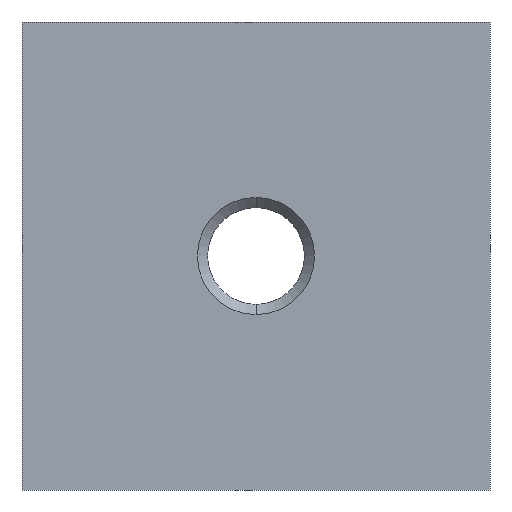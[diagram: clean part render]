
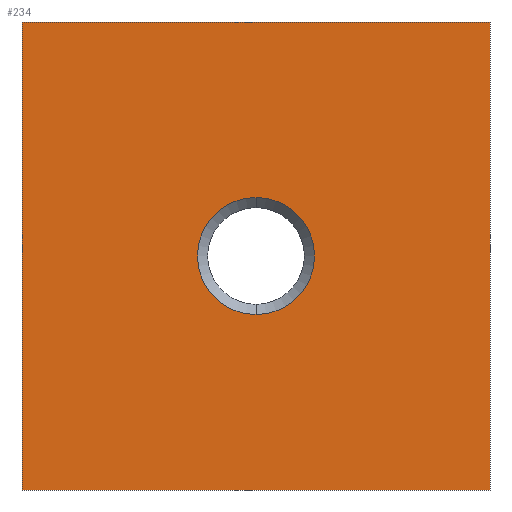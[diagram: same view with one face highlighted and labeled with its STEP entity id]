
A CAD part, front view. The second image highlights one B-rep face of the part: STEP entity #234.
In plain terms, the highlighted planar face has unit normal (0, -1, 0).
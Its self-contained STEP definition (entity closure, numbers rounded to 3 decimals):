
#17 = DIRECTION ( 'NONE',  ( 0., 1., 0. ) ) ;
#19 = ORIENTED_EDGE ( 'NONE', *, *, #313, .T. ) ;
#30 = CARTESIAN_POINT ( 'NONE',  ( -10., -4., -10. ) ) ;
#40 = LINE ( 'NONE', #345, #291 ) ;
#56 = EDGE_CURVE ( 'NONE', #332, #201, #112, .T. ) ;
#58 = CARTESIAN_POINT ( 'NONE',  ( 0., -4., 2.5 ) ) ;
#66 = DIRECTION ( 'NONE',  ( 0., 1., 0. ) ) ;
#67 = CARTESIAN_POINT ( 'NONE',  ( 10., -4., -10. ) ) ;
#69 = DIRECTION ( 'NONE',  ( -1., 0., 0. ) ) ;
#72 = EDGE_CURVE ( 'NONE', #201, #154, #40, .T. ) ;
#73 = VECTOR ( 'NONE', #115, 1000. ) ;
#80 = EDGE_LOOP ( 'NONE', ( #189, #19 ) ) ;
#90 = LINE ( 'NONE', #238, #208 ) ;
#99 = CARTESIAN_POINT ( 'NONE',  ( 0., -4., 0. ) ) ;
#104 = FACE_OUTER_BOUND ( 'NONE', #336, .T. ) ;
#112 = LINE ( 'NONE', #30, #73 ) ;
#115 = DIRECTION ( 'NONE',  ( 0., 0., 1. ) ) ;
#125 = ORIENTED_EDGE ( 'NONE', *, *, #72, .F. ) ;
#126 = CARTESIAN_POINT ( 'NONE',  ( -10., -4., -10. ) ) ;
#127 = AXIS2_PLACEMENT_3D ( 'NONE', #203, #66, #296 ) ;
#135 = ORIENTED_EDGE ( 'NONE', *, *, #56, .F. ) ;
#139 = DIRECTION ( 'NONE',  ( 0., 0., 1. ) ) ;
#150 = CARTESIAN_POINT ( 'NONE',  ( 10., -4., 10. ) ) ;
#154 = VERTEX_POINT ( 'NONE', #150 ) ;
#155 = EDGE_CURVE ( 'NONE', #154, #169, #237, .T. ) ;
#159 = DIRECTION ( 'NONE',  ( 0., 0., 1. ) ) ;
#162 = CARTESIAN_POINT ( 'NONE',  ( -10., -4., -10. ) ) ;
#164 = EDGE_CURVE ( 'NONE', #361, #325, #244, .T. ) ;
#169 = VERTEX_POINT ( 'NONE', #67 ) ;
#173 = CARTESIAN_POINT ( 'NONE',  ( 10., -4., 10. ) ) ;
#177 = AXIS2_PLACEMENT_3D ( 'NONE', #126, #17, #159 ) ;
#189 = ORIENTED_EDGE ( 'NONE', *, *, #164, .T. ) ;
#201 = VERTEX_POINT ( 'NONE', #263 ) ;
#203 = CARTESIAN_POINT ( 'NONE',  ( 0., -4., 0. ) ) ;
#206 = DIRECTION ( 'NONE',  ( 1., 0., 0. ) ) ;
#208 = VECTOR ( 'NONE', #69, 1000. ) ;
#213 = EDGE_CURVE ( 'NONE', #169, #332, #90, .T. ) ;
#222 = ORIENTED_EDGE ( 'NONE', *, *, #213, .F. ) ;
#229 = DIRECTION ( 'NONE',  ( 0., 1., 0. ) ) ;
#234 = ADVANCED_FACE ( 'PLANAR_1', ( #104, #299 ), #358, .F. ) ;
#237 = LINE ( 'NONE', #173, #264 ) ;
#238 = CARTESIAN_POINT ( 'NONE',  ( 10., -4., -10. ) ) ;
#244 = CIRCLE ( 'NONE', #127, 2.5 ) ;
#259 = ORIENTED_EDGE ( 'NONE', *, *, #155, .F. ) ;
#263 = CARTESIAN_POINT ( 'NONE',  ( -10., -4., 10. ) ) ;
#264 = VECTOR ( 'NONE', #320, 1000. ) ;
#275 = AXIS2_PLACEMENT_3D ( 'NONE', #99, #229, #139 ) ;
#282 = CARTESIAN_POINT ( 'NONE',  ( 0., -4., -2.5 ) ) ;
#291 = VECTOR ( 'NONE', #206, 1000. ) ;
#296 = DIRECTION ( 'NONE',  ( 0., 0., 1. ) ) ;
#299 = FACE_BOUND ( 'NONE', #80, .T. ) ;
#303 = CIRCLE ( 'NONE', #275, 2.5 ) ;
#313 = EDGE_CURVE ( 'NONE', #325, #361, #303, .T. ) ;
#320 = DIRECTION ( 'NONE',  ( 0., 0., -1. ) ) ;
#325 = VERTEX_POINT ( 'NONE', #58 ) ;
#332 = VERTEX_POINT ( 'NONE', #162 ) ;
#336 = EDGE_LOOP ( 'NONE', ( #222, #259, #125, #135 ) ) ;
#345 = CARTESIAN_POINT ( 'NONE',  ( -10., -4., 10. ) ) ;
#358 = PLANE ( 'NONE',  #177 ) ;
#361 = VERTEX_POINT ( 'NONE', #282 ) ;
